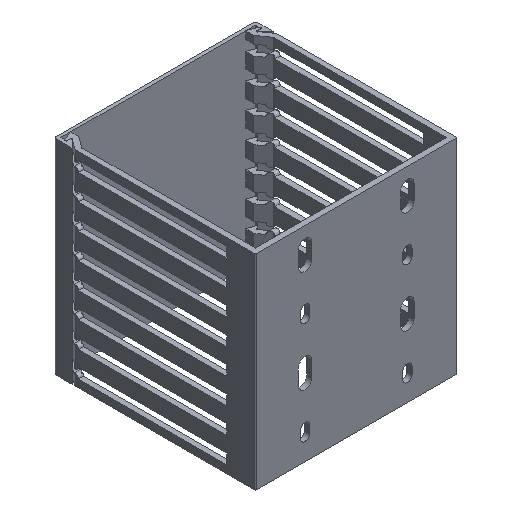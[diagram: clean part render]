
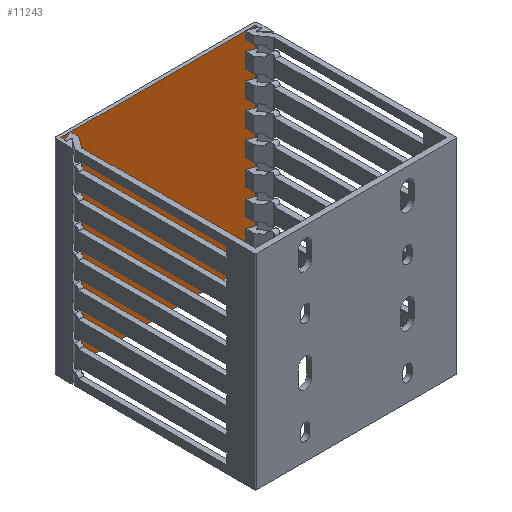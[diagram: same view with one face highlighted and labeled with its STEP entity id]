
A CAD part, isometric view. The second image highlights one B-rep face of the part: STEP entity #11243.
In plain terms, the highlighted planar face has unit normal (0, -1, 0).
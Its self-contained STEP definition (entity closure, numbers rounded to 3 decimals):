
#10994=DIRECTION('',(1.,0.,0.));
#10995=VECTOR('',#10994,95.06);
#10996=CARTESIAN_POINT('',(-47.53,6.724,0.));
#10997=LINE('',#10996,#10995);
#10998=DIRECTION('',(0.,0.,-1.));
#10999=VECTOR('',#10998,100.);
#11000=CARTESIAN_POINT('',(47.53,6.724,0.));
#11001=LINE('',#11000,#10999);
#11002=DIRECTION('',(-1.,0.,0.));
#11003=VECTOR('',#11002,95.06);
#11004=CARTESIAN_POINT('',(47.53,6.724,-100.));
#11005=LINE('',#11004,#11003);
#11006=DIRECTION('',(0.,0.,1.));
#11007=VECTOR('',#11006,100.);
#11008=CARTESIAN_POINT('',(-47.53,6.724,-100.));
#11009=LINE('',#11008,#11007);
#11090=CARTESIAN_POINT('',(-47.53,6.724,-100.));
#11091=CARTESIAN_POINT('',(-47.53,6.724,0.));
#11092=VERTEX_POINT('',#11090);
#11093=VERTEX_POINT('',#11091);
#11094=CARTESIAN_POINT('',(47.53,6.724,0.));
#11095=CARTESIAN_POINT('',(47.53,6.724,-100.));
#11096=VERTEX_POINT('',#11094);
#11097=VERTEX_POINT('',#11095);
#11231=CARTESIAN_POINT('',(-47.53,6.724,0.));
#11232=DIRECTION('',(0.,-1.,0.));
#11233=DIRECTION('',(1.,0.,0.));
#11234=AXIS2_PLACEMENT_3D('',#11231,#11232,#11233);
#11235=PLANE('',#11234);
#11236=ORIENTED_EDGE('',*,*,#11127,.T.);
#11237=ORIENTED_EDGE('',*,*,#11224,.T.);
#11238=ORIENTED_EDGE('',*,*,#11183,.T.);
#11240=ORIENTED_EDGE('',*,*,#11239,.T.);
#11241=EDGE_LOOP('',(#11236,#11237,#11238,#11240));
#11242=FACE_OUTER_BOUND('',#11241,.F.);
#11127=EDGE_CURVE('',#11093,#11096,#10997,.T.);
#11183=EDGE_CURVE('',#11097,#11092,#11005,.T.);
#11224=EDGE_CURVE('',#11096,#11097,#11001,.T.);
#11239=EDGE_CURVE('',#11092,#11093,#11009,.T.);
#11243=ADVANCED_FACE('',(#11242),#11235,.T.);
